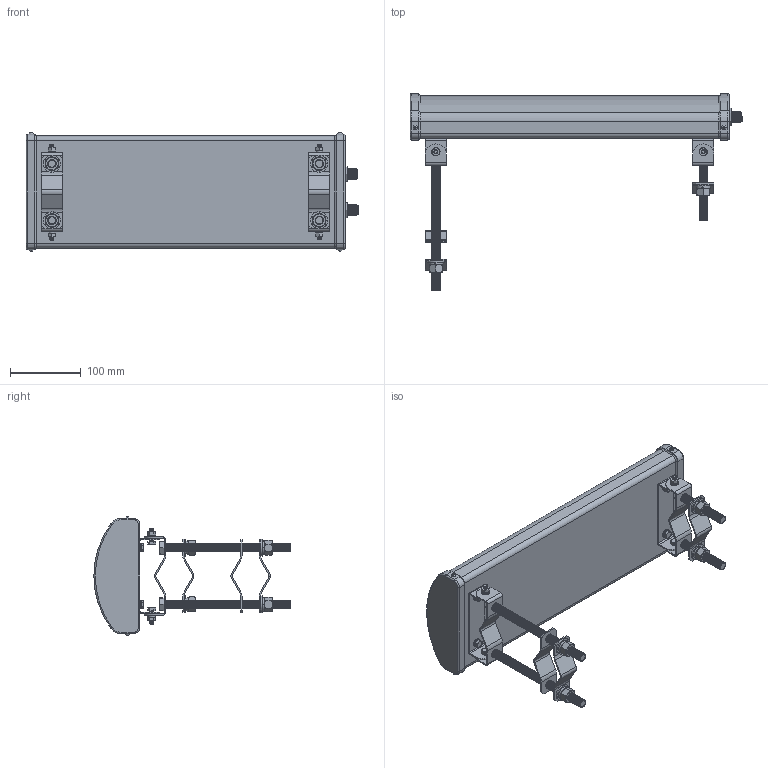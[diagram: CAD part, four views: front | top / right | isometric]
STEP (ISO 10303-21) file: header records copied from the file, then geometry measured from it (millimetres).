
FILE_DESCRIPTION (( 'STEP AP203' ), '1' );
FILE_NAME ('HG2414DP-090.STEP', '2011-06-13T15:42:36', ( 'x' ), ( 'Microsoft' ), 'SwSTEP 2.0', 'SolidWorks 2010', '' );
FILE_SCHEMA (( 'CONFIG_CONTROL_DESIGN' ));
Length unit declared in the file: inch
Products named in the file (5): HG2414DP-090_Bracket-2; HG2414DP-090; HG2414DP-090_ANTENNA; HG2414DP-090_Bracket; HG2414DP-090_Bracket-1
Assembly tree (5 placements, depth 2):
  HG2414DP-090
    HG2414DP-090_Bracket-2
    HG2414DP-090_Bracket  x2
    HG2414DP-090_Bracket-1
    HG2414DP-090_ANTENNA
Bounding box: 468.98 x 277.24 x 167.07 mm (x, y, z)
Volume: 3780354.5 mm3; surface area: 300164.7 mm2
Topology: 6 solids, 6 shells, 2690 faces, 5740 edges, 3154 vertices
Faces by surface type: cone 1984, plane 383, cylinder 213, torus 92, bspline 18
Entity records: 73925 total; most frequent: CARTESIAN_POINT 15924, DIRECTION 13238, ORIENTED_EDGE 11192, EDGE_CURVE 5596, AXIS2_PLACEMENT_3D 5220, VERTEX_POINT 3062, VECTOR 2798, LINE 2798
